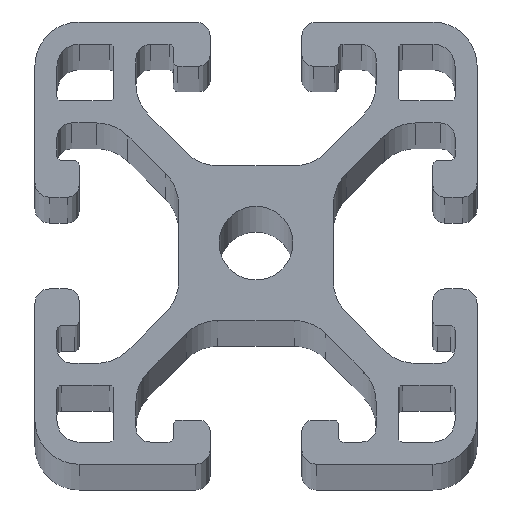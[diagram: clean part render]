
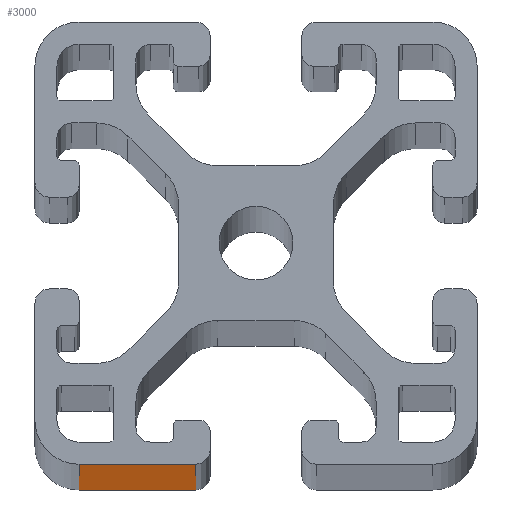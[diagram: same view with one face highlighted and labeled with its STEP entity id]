
A CAD part, top view. The second image highlights one B-rep face of the part: STEP entity #3000.
In plain terms, the highlighted planar face has unit normal (0, -1, 0).
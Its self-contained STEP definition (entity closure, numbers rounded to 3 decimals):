
#126=LINE($,#4683,#430);
#127=LINE($,#4686,#431);
#128=LINE($,#4688,#432);
#129=LINE($,#4689,#433);
#430=VECTOR($,#3760,1000.);
#431=VECTOR($,#3763,7.9);
#432=VECTOR($,#3764,7.9);
#433=VECTOR($,#3765,1000.);
#649=PLANE($,#3218);
#770=FACE_OUTER_BOUND($,#924,.T.);
#924=EDGE_LOOP($,(#2179,#2180,#2181,#2182));
#1301=VERTEX_POINT($,#4679);
#1302=VERTEX_POINT($,#4681);
#1303=VERTEX_POINT($,#4685);
#1304=VERTEX_POINT($,#4687);
#1664=EDGE_CURVE($,#1301,#1302,#126,.T.);
#1665=EDGE_CURVE($,#1303,#1301,#127,.T.);
#1666=EDGE_CURVE($,#1304,#1302,#128,.T.);
#1667=EDGE_CURVE($,#1303,#1304,#129,.T.);
#2179=ORIENTED_EDGE($,*,*,#1665,.T.);
#2180=ORIENTED_EDGE($,*,*,#1664,.T.);
#2181=ORIENTED_EDGE($,*,*,#1666,.F.);
#2182=ORIENTED_EDGE($,*,*,#1667,.F.);
#3000=ADVANCED_FACE($,(#770),#649,.T.);
#3218=AXIS2_PLACEMENT_3D($,#4684,#3761,#3762);
#3760=DIRECTION($,(0.,0.,1.));
#3761=DIRECTION('center_axis',(0.,-1.,0.));
#3762=DIRECTION('ref_axis',(1.,0.,0.));
#3763=DIRECTION($,(1.,0.,0.));
#3764=DIRECTION($,(1.,0.,0.));
#3765=DIRECTION($,(0.,0.,1.));
#4679=CARTESIAN_POINT('',(-8.2,0.,0.));
#4681=CARTESIAN_POINT('',(-8.2,0.,1000.));
#4683=CARTESIAN_POINT($,(-8.2,0.,0.));
#4684=CARTESIAN_POINT('Origin',(-16.1,0.,0.));
#4685=CARTESIAN_POINT('',(-16.1,0.,0.));
#4686=CARTESIAN_POINT($,(-16.1,0.,0.));
#4687=CARTESIAN_POINT('',(-16.1,0.,1000.));
#4688=CARTESIAN_POINT($,(-16.1,0.,1000.));
#4689=CARTESIAN_POINT($,(-16.1,0.,0.));
